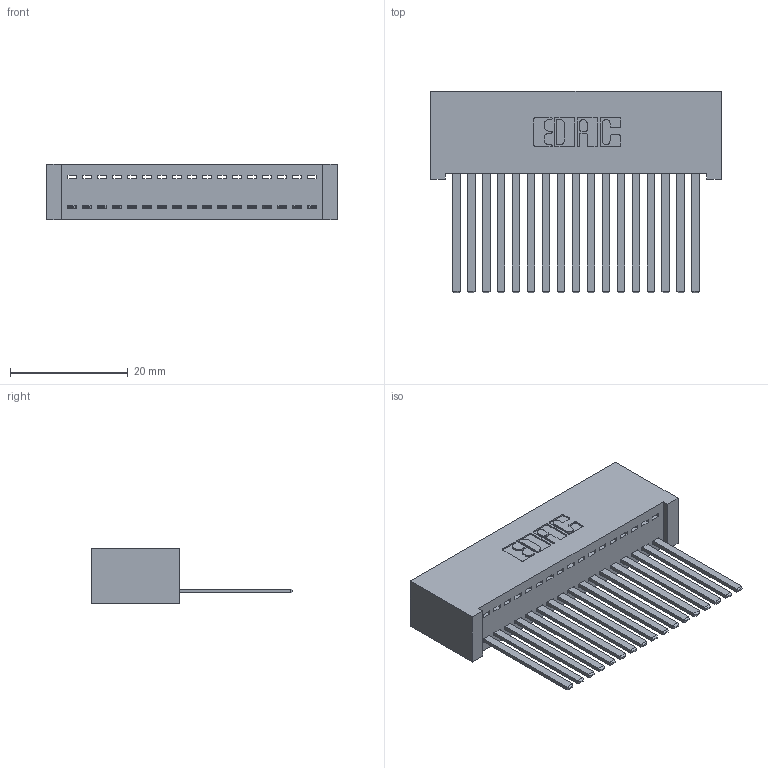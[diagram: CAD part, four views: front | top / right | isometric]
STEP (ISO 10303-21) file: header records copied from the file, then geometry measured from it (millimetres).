
FILE_DESCRIPTION (( 'STEP AP203' ), '1' );
FILE_NAME ('342-017-544-101.STEP', '2019-10-01T19:31:07', ( '' ), ( '' ), 'SwSTEP 2.0', 'SolidWorks 2016', '' );
FILE_SCHEMA (( 'CONFIG_CONTROL_DESIGN' ));
Length unit declared in the file: inch
Products named in the file (3): 342 Part_Lugless; 345-292-001_345-293-144; 342-017-544-101
Assembly tree (18 placements, depth 2):
  342-017-544-101
    342 Part_Lugless
    345-292-001_345-293-144  x17
Bounding box: 49.43 x 34.3 x 9.4 mm (x, y, z)
Volume: 4847.7 mm3; surface area: 7535.4 mm2
Topology: 18 solids, 18 shells, 986 faces, 2961 edges, 1950 vertices
Faces by surface type: plane 708, cylinder 278
Entity records: 13033 total; most frequent: CARTESIAN_POINT 2257, ORIENTED_EDGE 2210, DIRECTION 1943, EDGE_CURVE 1105, VECTOR 989, LINE 989, VERTEX_POINT 734, AXIS2_PLACEMENT_3D 477
